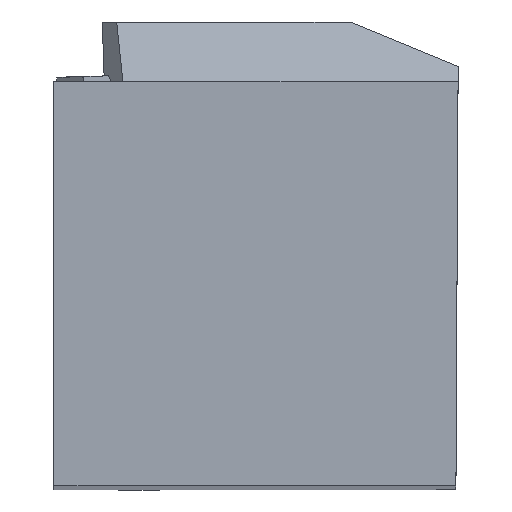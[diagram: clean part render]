
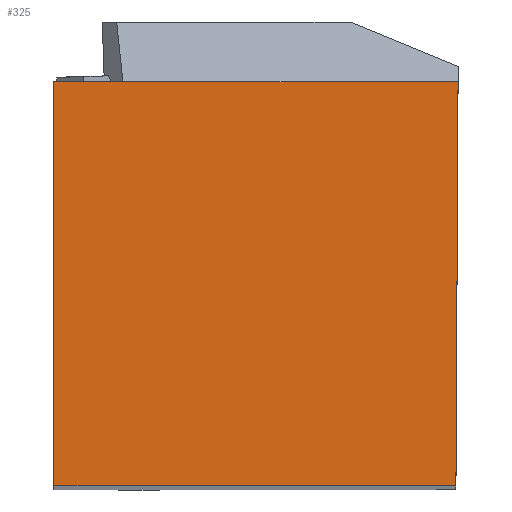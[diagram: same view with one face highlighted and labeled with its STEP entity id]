
A CAD part, top view. The second image highlights one B-rep face of the part: STEP entity #325.
In plain terms, the highlighted planar face has unit normal (0, 0, 1).
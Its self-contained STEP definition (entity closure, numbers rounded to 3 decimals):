
#325=ADVANCED_FACE('BLANK_BOXF006',(#500),#443,.F.);
#443=PLANE('',#2240);
#500=FACE_OUTER_BOUND('',#619,.T.);
#619=EDGE_LOOP('',(#790,#791,#792,#793));
#790=ORIENTED_EDGE('',*,*,#1560,.T.);
#791=ORIENTED_EDGE('',*,*,#1555,.T.);
#792=ORIENTED_EDGE('',*,*,#1552,.T.);
#793=ORIENTED_EDGE('',*,*,#1569,.F.);
#1359=VERTEX_POINT('',#3034);
#1360=VERTEX_POINT('',#3036);
#1361=VERTEX_POINT('',#3041);
#1365=VERTEX_POINT('',#3051);
#1552=EDGE_CURVE('',#1360,#1359,#1855,.T.);
#1555=EDGE_CURVE('',#1361,#1360,#1858,.T.);
#1560=EDGE_CURVE('',#1365,#1361,#1862,.T.);
#1569=EDGE_CURVE('',#1365,#1359,#1870,.T.);
#1855=LINE('',#3035,#2011);
#1858=LINE('',#3040,#2014);
#1862=LINE('',#3050,#2018);
#1870=LINE('',#3067,#2026);
#2011=VECTOR('',#2464,1.);
#2014=VECTOR('',#2469,1.);
#2018=VECTOR('',#2477,1.);
#2026=VECTOR('',#2497,1.);
#2240=AXIS2_PLACEMENT_3D('',#3068,#2498,#2499);
#2464=DIRECTION('',(0.005,1.,0.));
#2469=DIRECTION('',(1.,0.,0.));
#2477=DIRECTION('',(0.,-1.,0.));
#2497=DIRECTION('',(1.,0.,0.));
#2498=DIRECTION('',(0.,0.,-1.));
#2499=DIRECTION('',(1.,0.,0.));
#3034=CARTESIAN_POINT('',(0.,19.875,0.));
#3035=CARTESIAN_POINT('',(0.016,22.864,0.));
#3036=CARTESIAN_POINT('',(-0.104,0.,0.));
#3040=CARTESIAN_POINT('',(-40.,0.,0.));
#3041=CARTESIAN_POINT('',(-19.875,0.,0.));
#3050=CARTESIAN_POINT('',(-19.875,23.,0.));
#3051=CARTESIAN_POINT('',(-19.875,19.875,0.));
#3067=CARTESIAN_POINT('',(-40.,19.875,0.));
#3068=CARTESIAN_POINT('',(-25.875,23.,0.));
